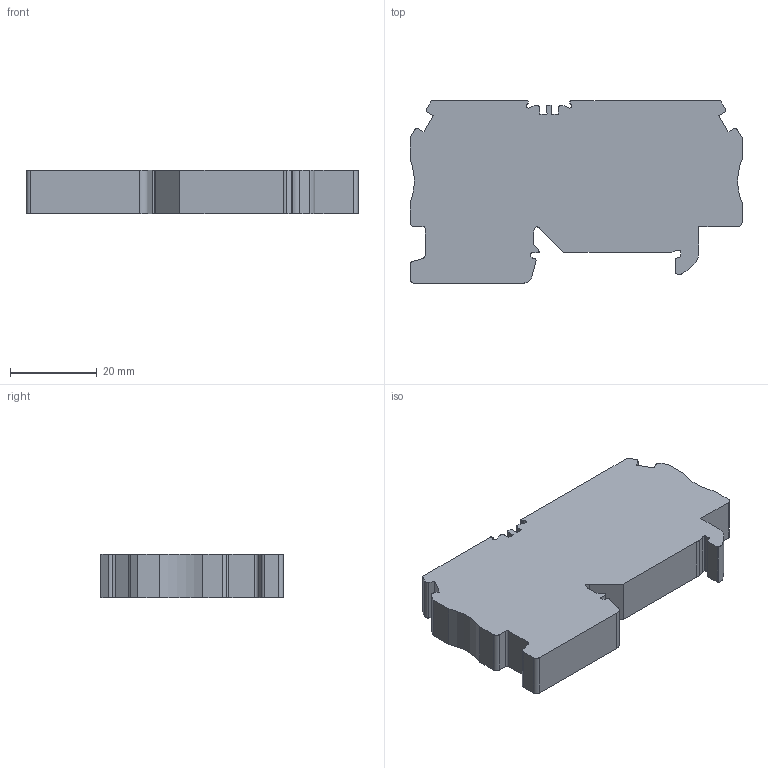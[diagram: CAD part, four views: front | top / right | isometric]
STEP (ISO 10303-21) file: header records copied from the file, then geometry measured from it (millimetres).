
FILE_DESCRIPTION(/* description */ ('Unknown'),/* implementation_level */ '2;1');
FILE_NAME(/* name */ 'DSET10_GN_3D',/* time_stamp */ '2019-10-06T16:58:16+05:00',/* author */ ('Unknown'),/* organization */ ('Unknown'),/* preprocessor_version */ 'ST-DEVELOPER v16.7',/* originating_system */ 'DEX',/* authorisation */ $);
FILE_SCHEMA (('AUTOMOTIVE_DESIGN {1 0 10303 214 3 1 1}'));
Length unit declared in the file: millimetre
Products named in the file (1): DSET10
Bounding box: 76.5 x 42 x 10 mm (x, y, z)
Volume: 24654 mm3; surface area: 9143.9 mm2
Topology: 1 solids, 1 shells, 131 faces, 375 edges, 250 vertices
Faces by surface type: plane 79, cylinder 52
Entity records: 4327 total; most frequent: CARTESIAN_POINT 757, ORIENTED_EDGE 750, DIRECTION 747, EDGE_CURVE 375, LINE 267, VECTOR 267, VERTEX_POINT 250, AXIS2_PLACEMENT_3D 240
